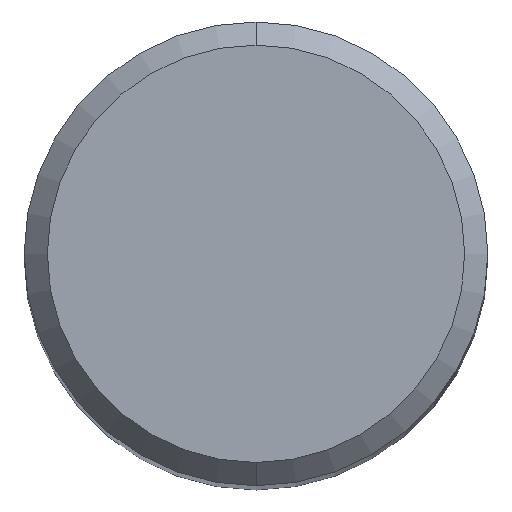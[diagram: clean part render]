
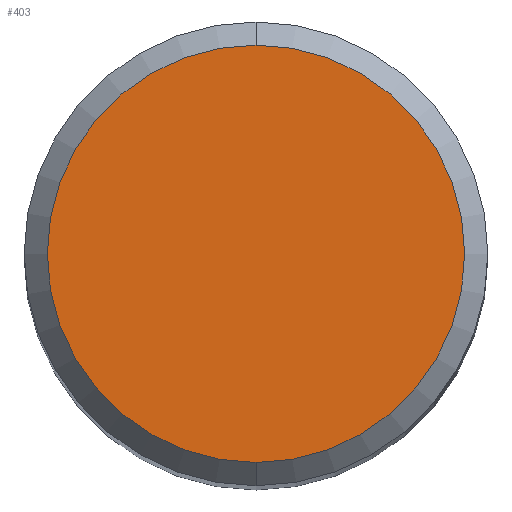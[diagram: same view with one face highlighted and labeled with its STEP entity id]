
A CAD part, top view. The second image highlights one B-rep face of the part: STEP entity #403.
In plain terms, the highlighted planar face has unit normal (0, 0, 1).
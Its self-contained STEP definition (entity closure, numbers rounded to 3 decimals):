
#169=EDGE_CURVE('',#437,#331,#460,.T.);
#263=EDGE_CURVE('',#331,#437,#560,.T.);
#331=VERTEX_POINT('',#634);
#403=ADVANCED_FACE('',(#714),#715,.T.);
#437=VERTEX_POINT('',#755);
#460=CIRCLE('',#772,3.6);
#560=CIRCLE('',#1008,3.6);
#634=CARTESIAN_POINT('',(0.,-3.6,41.567));
#714=FACE_OUTER_BOUND('',#1358,.T.);
#715=PLANE('',#1359);
#755=CARTESIAN_POINT('',(0.0,3.6,41.567));
#772=AXIS2_PLACEMENT_3D('',#1409,#1410,#1411);
#1008=AXIS2_PLACEMENT_3D('',#1508,#1509,#1510);
#1358=EDGE_LOOP('',(#1662,#1663));
#1359=AXIS2_PLACEMENT_3D('',#1664,#1665,#1666);
#1409=CARTESIAN_POINT('',(0.0,0.0,41.567));
#1410=DIRECTION('',(0.0,0.0,-1.0));
#1411=DIRECTION('',(0.0,1.0,0.0));
#1508=CARTESIAN_POINT('',(0.0,0.0,41.567));
#1509=DIRECTION('',(0.0,0.0,-1.0));
#1510=DIRECTION('',(0.0,1.0,0.0));
#1662=ORIENTED_EDGE('',*,*,#169,.F.);
#1663=ORIENTED_EDGE('',*,*,#263,.F.);
#1664=CARTESIAN_POINT('',(0.0,1.8,41.567));
#1665=DIRECTION('',(-0.0,0.0,1.0));
#1666=DIRECTION('',(0.0,-1.0,0.0));
